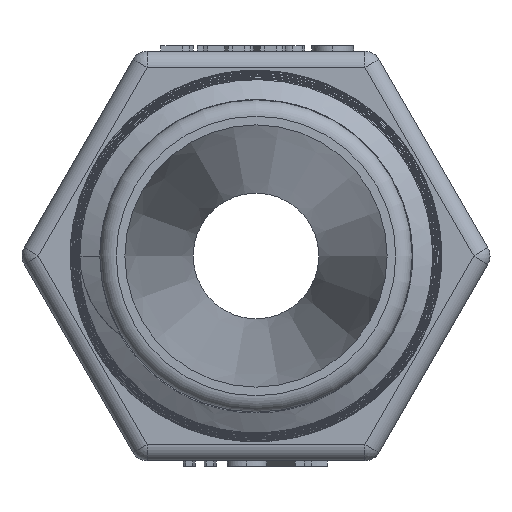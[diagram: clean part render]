
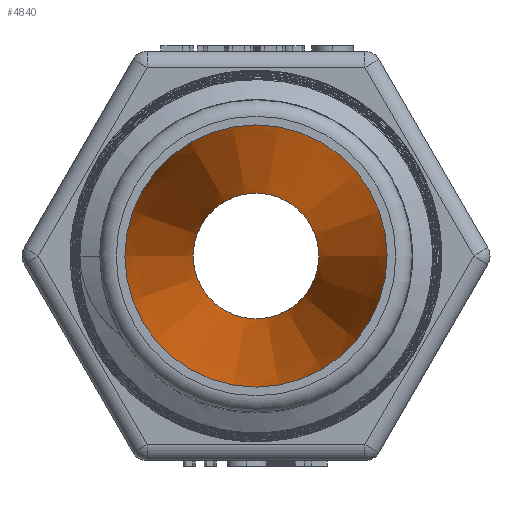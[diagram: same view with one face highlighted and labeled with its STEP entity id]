
A CAD part, left-side view. The second image highlights one B-rep face of the part: STEP entity #4840.
In plain terms, the highlighted conical face has half-angle 7.125 degrees and reference radius 4.508 mm.
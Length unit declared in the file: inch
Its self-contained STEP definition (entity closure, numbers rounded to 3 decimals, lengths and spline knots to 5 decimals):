
#127=CONICAL_SURFACE($,#5086,0.1775,7.125);
#1368=FACE_BOUND($,#1954,.T.);
#1633=FACE_OUTER_BOUND($,#1953,.T.);
#1953=EDGE_LOOP($,(#4559));
#1954=EDGE_LOOP($,(#4560));
#2000=CIRCLE($,#4926,0.24);
#2017=CIRCLE($,#5085,0.115);
#2170=VERTEX_POINT($,#7194);
#2478=VERTEX_POINT($,#11815);
#2655=EDGE_CURVE($,#2170,#2170,#2000,.T.);
#3172=EDGE_CURVE($,#2478,#2478,#2017,.T.);
#4559=ORIENTED_EDGE($,*,*,#3172,.T.);
#4560=ORIENTED_EDGE($,*,*,#2655,.F.);
#4840=ADVANCED_FACE($,(#1633,#1368),#127,.F.);
#4926=AXIS2_PLACEMENT_3D($,#7195,#5326,#5327);
#5085=AXIS2_PLACEMENT_3D($,#11816,#5966,#5967);
#5086=AXIS2_PLACEMENT_3D($,#11817,#5968,#5969);
#5326=DIRECTION('center_axis',(1.,0.,0.));
#5327=DIRECTION('ref_axis',(0.,0.,-1.));
#5966=DIRECTION('center_axis',(1.,0.,0.));
#5967=DIRECTION('ref_axis',(0.,0.,-1.));
#5968=DIRECTION('center_axis',(-1.,0.,0.));
#5969=DIRECTION('ref_axis',(0.,1.,0.));
#7194=CARTESIAN_POINT('',(0.,0.24,0.));
#7195=CARTESIAN_POINT('Origin',(0.,0.,0.));
#11815=CARTESIAN_POINT('',(1.,0.115,0.));
#11816=CARTESIAN_POINT('Origin',(1.,0.,0.));
#11817=CARTESIAN_POINT('Origin',(0.5,0.,0.));
